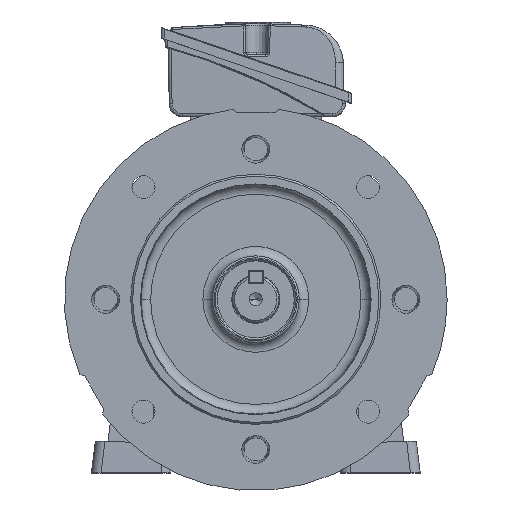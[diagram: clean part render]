
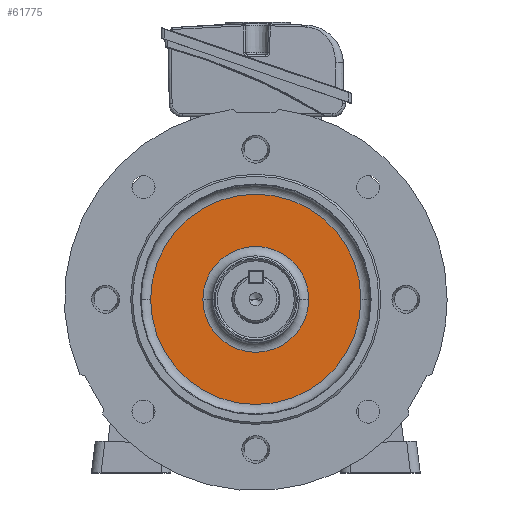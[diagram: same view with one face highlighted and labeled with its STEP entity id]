
A CAD part, top view. The second image highlights one B-rep face of the part: STEP entity #61775.
In plain terms, the highlighted planar face has unit normal (0, 0, 1).
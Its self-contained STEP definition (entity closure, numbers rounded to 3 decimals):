
#42 = AXIS2_PLACEMENT_3D ( 'NONE', #6774, #16798, #64588 ) ;
#2323 = CARTESIAN_POINT ( 'NONE',  ( 0., 0., 0. ) ) ;
#2349 = PLANE ( 'NONE',  #44103 ) ;
#2468 = CIRCLE ( 'NONE', #55818, 54.647 ) ;
#6308 = CIRCLE ( 'NONE', #19086, 54.647 ) ;
#6774 = CARTESIAN_POINT ( 'NONE',  ( 0., 0., 0. ) ) ;
#6837 = CARTESIAN_POINT ( 'NONE',  ( 0., 0., 0. ) ) ;
#7650 = DIRECTION ( 'NONE',  ( 1., 0., 0. ) ) ;
#8991 = FACE_BOUND ( 'NONE', #58471, .T. ) ;
#11391 = DIRECTION ( 'NONE',  ( 0., 0., 1. ) ) ;
#16798 = DIRECTION ( 'NONE',  ( 0., 0., 1. ) ) ;
#17193 = DIRECTION ( 'NONE',  ( 1., 0., 0. ) ) ;
#17732 = DIRECTION ( 'NONE',  ( -1., 0., 0. ) ) ;
#17840 = ORIENTED_EDGE ( 'NONE', *, *, #49282, .F. ) ;
#19086 = AXIS2_PLACEMENT_3D ( 'NONE', #26476, #11391, #31853 ) ;
#19238 = ORIENTED_EDGE ( 'NONE', *, *, #22204, .F. ) ;
#21824 = VERTEX_POINT ( 'NONE', #25354 ) ;
#22204 = EDGE_CURVE ( 'NONE', #29328, #21824, #32078, .T. ) ;
#25354 = CARTESIAN_POINT ( 'NONE',  ( -27.507, 0., 0. ) ) ;
#26476 = CARTESIAN_POINT ( 'NONE',  ( 0., 0., 0. ) ) ;
#28464 = DIRECTION ( 'NONE',  ( 0., 0., -1. ) ) ;
#28671 = CARTESIAN_POINT ( 'NONE',  ( -54.647, 0., 0. ) ) ;
#29328 = VERTEX_POINT ( 'NONE', #62979 ) ;
#31853 = DIRECTION ( 'NONE',  ( 1., 0., 0. ) ) ;
#32078 = CIRCLE ( 'NONE', #59823, 27.507 ) ;
#38580 = CIRCLE ( 'NONE', #42, 27.507 ) ;
#43208 = CARTESIAN_POINT ( 'NONE',  ( 0., 27.507, 0. ) ) ;
#44103 = AXIS2_PLACEMENT_3D ( 'NONE', #43208, #28464, #17732 ) ;
#46043 = VERTEX_POINT ( 'NONE', #28671 ) ;
#48213 = FACE_OUTER_BOUND ( 'NONE', #60884, .T. ) ;
#48849 = DIRECTION ( 'NONE',  ( 0., 0., 1. ) ) ;
#49282 = EDGE_CURVE ( 'NONE', #21824, #29328, #38580, .T. ) ;
#55818 = AXIS2_PLACEMENT_3D ( 'NONE', #2323, #48849, #7650 ) ;
#56172 = EDGE_CURVE ( 'NONE', #46043, #64337, #6308, .T. ) ;
#57744 = DIRECTION ( 'NONE',  ( 0., 0., 1. ) ) ;
#58471 = EDGE_LOOP ( 'NONE', ( #19238, #17840 ) ) ;
#59823 = AXIS2_PLACEMENT_3D ( 'NONE', #6837, #57744, #17193 ) ;
#60308 = CARTESIAN_POINT ( 'NONE',  ( 54.647, 0., 0. ) ) ;
#60884 = EDGE_LOOP ( 'NONE', ( #61448, #65345 ) ) ;
#61448 = ORIENTED_EDGE ( 'NONE', *, *, #62916, .T. ) ;
#61775 = ADVANCED_FACE ( 'NONE', ( #8991, #48213 ), #2349, .F. ) ;
#62916 = EDGE_CURVE ( 'NONE', #64337, #46043, #2468, .T. ) ;
#62979 = CARTESIAN_POINT ( 'NONE',  ( 27.507, 0., 0. ) ) ;
#64337 = VERTEX_POINT ( 'NONE', #60308 ) ;
#64588 = DIRECTION ( 'NONE',  ( 1., 0., 0. ) ) ;
#65345 = ORIENTED_EDGE ( 'NONE', *, *, #56172, .T. ) ;
